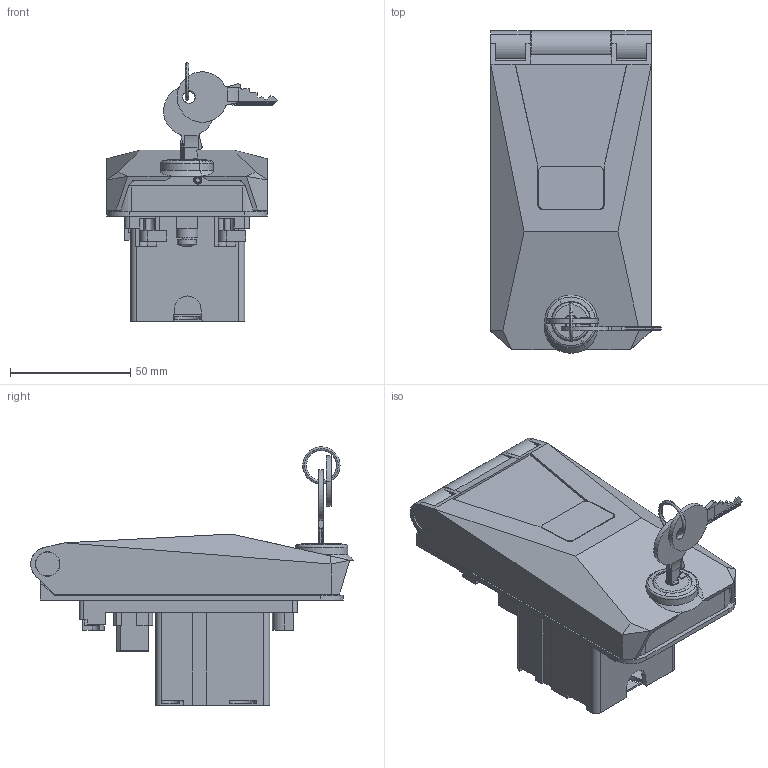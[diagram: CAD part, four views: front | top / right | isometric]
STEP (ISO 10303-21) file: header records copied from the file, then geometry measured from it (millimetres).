
FILE_DESCRIPTION(('CATIA V5 STEP Exchange','CAx-IF Rec.Pracs.--- Model Styling and Organization---1.4--- 2014-01-23'),'2;1');
FILE_NAME ('029502-2_1_1989020000_1989020000.stp','2020-08-17T05:13:39+00:00',('none'),('Weidmueller'),'CATIA Version 5-6 Release 2016 SP3 HF44','CATIA V5 STEP AP214','none');
FILE_SCHEMA(('AUTOMOTIVE_DESIGN { 1 0 10303 214 1 1 1 1 }'));
Products named in the file (1): 1989020000
Bounding box: 70.97 x 134.14 x 107.49 mm (x, y, z)
Volume: 175929.9 mm3; surface area: 131708.6 mm2
Topology: 15 solids, 22 shells, 2598 faces, 7325 edges, 4707 vertices
Faces by surface type: plane 1667, cylinder 647, cone 101, sphere 90, torus 43, bspline 36, extrusion 14
Entity records: 85252 total; most frequent: CARTESIAN_POINT 22009, ORIENTED_EDGE 14502, DIRECTION 10461, EDGE_CURVE 7251, VECTOR 5189, LINE 5175, VERTEX_POINT 4707, AXIS2_PLACEMENT_3D 3210
